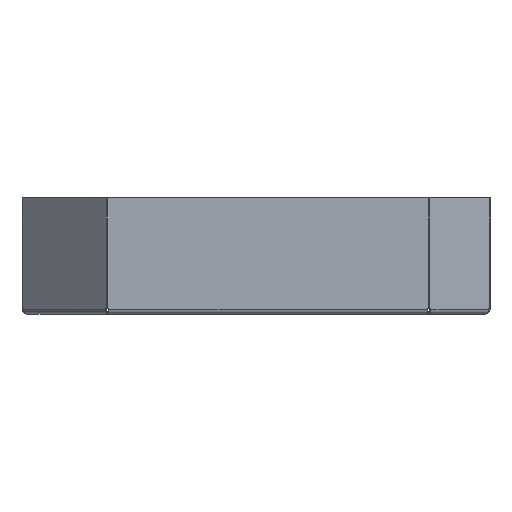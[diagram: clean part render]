
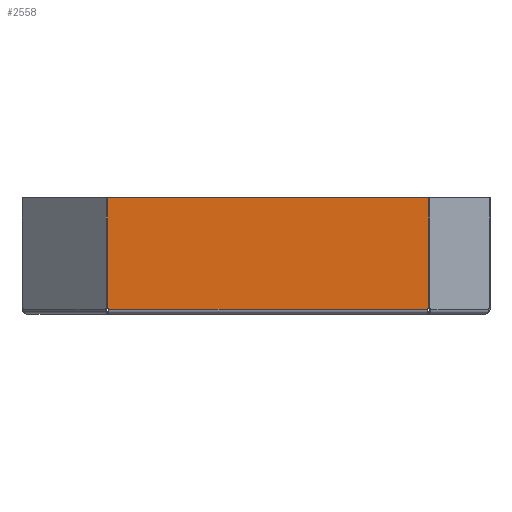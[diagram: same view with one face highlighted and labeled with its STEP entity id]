
A CAD part, front view. The second image highlights one B-rep face of the part: STEP entity #2558.
In plain terms, the highlighted planar face has unit normal (0, -1, 0).
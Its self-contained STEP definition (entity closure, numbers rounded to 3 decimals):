
#286 = ORIENTED_EDGE ( 'NONE', *, *, #2444, .F. ) ;
#288 = EDGE_CURVE ( 'NONE', #2002, #1775, #2877, .T. ) ;
#323 = DIRECTION ( 'NONE',  ( 1., 0., 0. ) ) ;
#343 = CARTESIAN_POINT ( 'NONE',  ( -234.172, -245., 7. ) ) ;
#540 = VECTOR ( 'NONE', #3605, 1000. ) ;
#572 = VERTEX_POINT ( 'NONE', #912 ) ;
#598 = CARTESIAN_POINT ( 'NONE',  ( -232.461, -245., 7. ) ) ;
#606 = CARTESIAN_POINT ( 'NONE',  ( -35., -245., 144. ) ) ;
#648 = CARTESIAN_POINT ( 'NONE',  ( -232.461, -245., 6. ) ) ;
#703 = CARTESIAN_POINT ( 'NONE',  ( 164.172, -245., 144. ) ) ;
#744 = VECTOR ( 'NONE', #1990, 1000. ) ;
#789 = CARTESIAN_POINT ( 'NONE',  ( 162.461, -245., 7. ) ) ;
#796 = EDGE_LOOP ( 'NONE', ( #1793, #1960, #2394, #1441, #286, #1452, #3147, #1321 ) ) ;
#838 = EDGE_CURVE ( 'NONE', #1113, #1828, #1651, .T. ) ;
#912 = CARTESIAN_POINT ( 'NONE',  ( -232.461, -245., 6. ) ) ;
#1113 = VERTEX_POINT ( 'NONE', #2152 ) ;
#1140 = CARTESIAN_POINT ( 'NONE',  ( -35., -245., 6. ) ) ;
#1190 = PLANE ( 'NONE',  #1501 ) ;
#1301 = VECTOR ( 'NONE', #1720, 1000. ) ;
#1314 = CARTESIAN_POINT ( 'NONE',  ( 162.461, -245., 6. ) ) ;
#1321 = ORIENTED_EDGE ( 'NONE', *, *, #3110, .T. ) ;
#1441 = ORIENTED_EDGE ( 'NONE', *, *, #3366, .T. ) ;
#1452 = ORIENTED_EDGE ( 'NONE', *, *, #288, .T. ) ;
#1501 = AXIS2_PLACEMENT_3D ( 'NONE', #3175, #3453, #1773 ) ;
#1545 = EDGE_CURVE ( 'NONE', #1113, #3549, #1588, .T. ) ;
#1588 = LINE ( 'NONE', #1698, #744 ) ;
#1651 = LINE ( 'NONE', #606, #2324 ) ;
#1655 = DIRECTION ( 'NONE',  ( 0., 0., 1. ) ) ;
#1698 = CARTESIAN_POINT ( 'NONE',  ( -234.172, -245., 6. ) ) ;
#1711 = VECTOR ( 'NONE', #1655, 1000. ) ;
#1720 = DIRECTION ( 'NONE',  ( -1., 0., 0. ) ) ;
#1773 = DIRECTION ( 'NONE',  ( 0., 0., -1. ) ) ;
#1775 = VERTEX_POINT ( 'NONE', #3202 ) ;
#1793 = ORIENTED_EDGE ( 'NONE', *, *, #838, .F. ) ;
#1828 = VERTEX_POINT ( 'NONE', #703 ) ;
#1866 = CARTESIAN_POINT ( 'NONE',  ( -234.172, -245., 7. ) ) ;
#1960 = ORIENTED_EDGE ( 'NONE', *, *, #1545, .T. ) ;
#1974 = VECTOR ( 'NONE', #2297, 1000. ) ;
#1990 = DIRECTION ( 'NONE',  ( 0., 0., -1. ) ) ;
#2002 = VERTEX_POINT ( 'NONE', #1314 ) ;
#2059 = DIRECTION ( 'NONE',  ( 0., 0., -1. ) ) ;
#2152 = CARTESIAN_POINT ( 'NONE',  ( -234.172, -245., 144. ) ) ;
#2247 = VERTEX_POINT ( 'NONE', #3583 ) ;
#2297 = DIRECTION ( 'NONE',  ( 1., 0., 0. ) ) ;
#2324 = VECTOR ( 'NONE', #323, 1000. ) ;
#2366 = VERTEX_POINT ( 'NONE', #2804 ) ;
#2394 = ORIENTED_EDGE ( 'NONE', *, *, #2465, .T. ) ;
#2430 = VECTOR ( 'NONE', #2871, 1000. ) ;
#2444 = EDGE_CURVE ( 'NONE', #2002, #572, #3556, .T. ) ;
#2460 = FACE_OUTER_BOUND ( 'NONE', #796, .T. ) ;
#2465 = EDGE_CURVE ( 'NONE', #3549, #2366, #2721, .T. ) ;
#2558 = ADVANCED_FACE ( 'NONE', ( #2460 ), #1190, .T. ) ;
#2721 = LINE ( 'NONE', #598, #1974 ) ;
#2804 = CARTESIAN_POINT ( 'NONE',  ( -232.461, -245., 7. ) ) ;
#2871 = DIRECTION ( 'NONE',  ( 1., 0., 0. ) ) ;
#2877 = LINE ( 'NONE', #789, #540 ) ;
#3075 = LINE ( 'NONE', #648, #3651 ) ;
#3110 = EDGE_CURVE ( 'NONE', #2247, #1828, #3117, .T. ) ;
#3117 = LINE ( 'NONE', #3337, #1711 ) ;
#3147 = ORIENTED_EDGE ( 'NONE', *, *, #3285, .T. ) ;
#3163 = LINE ( 'NONE', #343, #2430 ) ;
#3175 = CARTESIAN_POINT ( 'NONE',  ( -234.172, -245., 6. ) ) ;
#3202 = CARTESIAN_POINT ( 'NONE',  ( 162.461, -245., 7. ) ) ;
#3285 = EDGE_CURVE ( 'NONE', #1775, #2247, #3163, .T. ) ;
#3337 = CARTESIAN_POINT ( 'NONE',  ( 164.172, -245., 6. ) ) ;
#3366 = EDGE_CURVE ( 'NONE', #2366, #572, #3075, .T. ) ;
#3453 = DIRECTION ( 'NONE',  ( 0., -1., 0. ) ) ;
#3549 = VERTEX_POINT ( 'NONE', #1866 ) ;
#3556 = LINE ( 'NONE', #1140, #1301 ) ;
#3583 = CARTESIAN_POINT ( 'NONE',  ( 164.172, -245., 7. ) ) ;
#3605 = DIRECTION ( 'NONE',  ( 0., 0., 1. ) ) ;
#3651 = VECTOR ( 'NONE', #2059, 1000. ) ;
